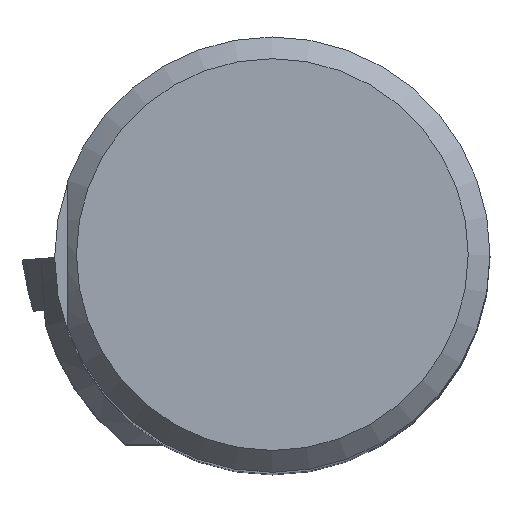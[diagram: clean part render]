
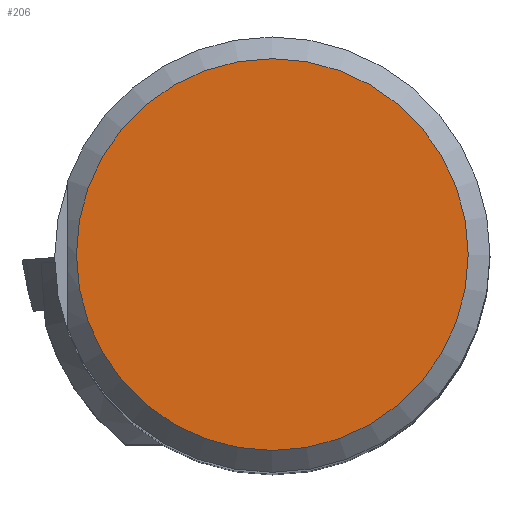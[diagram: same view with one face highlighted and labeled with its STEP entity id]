
A CAD part, top view. The second image highlights one B-rep face of the part: STEP entity #206.
In plain terms, the highlighted planar face has unit normal (0, 0, 1).
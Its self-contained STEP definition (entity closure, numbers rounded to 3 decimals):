
#160=CIRCLE('',#856,9.);
#206=ADVANCED_FACE('',(#265),#241,.T.);
#241=PLANE('',#863);
#265=FACE_OUTER_BOUND('',#302,.T.);
#302=EDGE_LOOP('',(#429));
#429=ORIENTED_EDGE('',*,*,#641,.F.);
#563=VERTEX_POINT('',#1368);
#641=EDGE_CURVE('',#563,#563,#160,.T.);
#856=AXIS2_PLACEMENT_3D('',#1367,#995,#996);
#863=AXIS2_PLACEMENT_3D('',#1377,#1009,#1010);
#995=DIRECTION('',(0.,0.,-1.));
#996=DIRECTION('',(0.,-1.,0.));
#1009=DIRECTION('',(0.,0.,1.));
#1010=DIRECTION('',(0.,1.,0.));
#1367=CARTESIAN_POINT('',(0.,0.,0.));
#1368=CARTESIAN_POINT('',(0.,-9.,0.));
#1377=CARTESIAN_POINT('',(9.,0.,0.));
